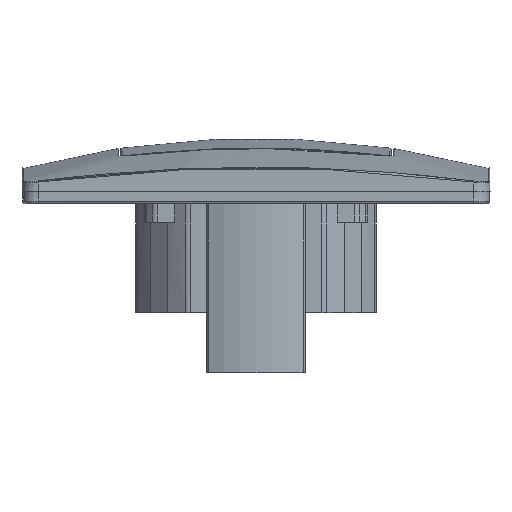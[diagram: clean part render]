
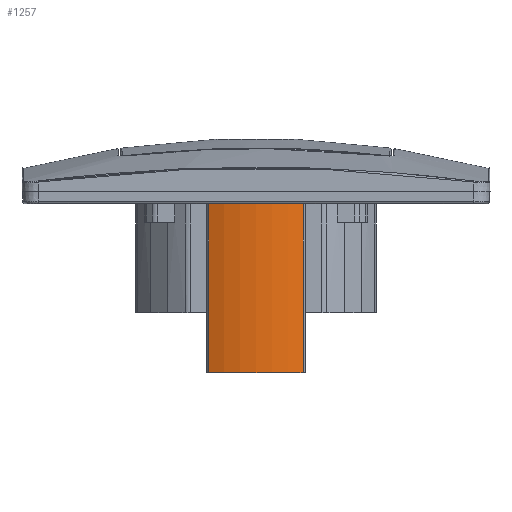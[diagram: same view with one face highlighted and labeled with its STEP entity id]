
A CAD part, left-side view. The second image highlights one B-rep face of the part: STEP entity #1257.
In plain terms, the highlighted cylindrical face has radius 22 mm (diameter 44 mm), a partial arc.
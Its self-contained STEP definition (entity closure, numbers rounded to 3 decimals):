
#74 = CARTESIAN_POINT ( 'NONE',  ( -24.834, -8.643, 0. ) ) ;
#175 = CARTESIAN_POINT ( 'NONE',  ( -25.86, 5.861, 0. ) ) ;
#296 = EDGE_CURVE ( 'NONE', #5419, #595, #18566, .T. ) ;
#595 = VERTEX_POINT ( 'NONE', #13036 ) ;
#665 = CARTESIAN_POINT ( 'NONE',  ( -25.86, 5.861, -31. ) ) ;
#1024 = CARTESIAN_POINT ( 'NONE',  ( -24.834, 8.643, -31. ) ) ;
#1254 = FACE_OUTER_BOUND ( 'NONE', #12028, .T. ) ;
#1257 = ADVANCED_FACE ( 'NONE', ( #1254 ), #18988, .T. ) ;
#1674 = ORIENTED_EDGE ( 'NONE', *, *, #9652, .T. ) ;
#1778 = ORIENTED_EDGE ( 'NONE', *, *, #296, .T. ) ;
#1809 = CARTESIAN_POINT ( 'NONE',  ( -24.834, -8.643, 0. ) ) ;
#1883 = CARTESIAN_POINT ( 'NONE',  ( -24.834, 8.643, -10.333 ) ) ;
#2634 = CARTESIAN_POINT ( 'NONE',  ( -25.416, 7.281, -31. ) ) ;
#2764 = EDGE_CURVE ( 'NONE', #18793, #5419, #13126, .T. ) ;
#3095 = CARTESIAN_POINT ( 'NONE',  ( -4.603, 0., 0. ) ) ;
#3444 = DIRECTION ( 'NONE',  ( 0., 0., -1. ) ) ;
#3656 = CARTESIAN_POINT ( 'NONE',  ( -24.834, 8.643, 0. ) ) ;
#3770 = CARTESIAN_POINT ( 'NONE',  ( -24.834, -8.643, -10.333 ) ) ;
#3775 = B_SPLINE_CURVE_WITH_KNOTS ( 'NONE', 3,
 ( #14507, #1883, #5257, #3849 ),
 .UNSPECIFIED., .F., .F.,
 ( 4, 4 ),
 ( 0., 1. ),
 .UNSPECIFIED. ) ;
#3849 = CARTESIAN_POINT ( 'NONE',  ( -24.834, 8.643, -31. ) ) ;
#5043 = ORIENTED_EDGE ( 'NONE', *, *, #19753, .T. ) ;
#5183 = CARTESIAN_POINT ( 'NONE',  ( -24.834, -8.643, -20.667 ) ) ;
#5257 = CARTESIAN_POINT ( 'NONE',  ( -24.834, 8.643, -20.667 ) ) ;
#5419 = VERTEX_POINT ( 'NONE', #74 ) ;
#6457 = CARTESIAN_POINT ( 'NONE',  ( -26.453, 2.961, -31. ) ) ;
#6585 = AXIS2_PLACEMENT_3D ( 'NONE', #3095, #3444, #6691 ) ;
#6691 = DIRECTION ( 'NONE',  ( -0.92, -0.393, 0. ) ) ;
#7024 = CARTESIAN_POINT ( 'NONE',  ( -25.416, 7.281, 0. ) ) ;
#8996 = CARTESIAN_POINT ( 'NONE',  ( -25.86, -5.861, 0. ) ) ;
#9652 = EDGE_CURVE ( 'NONE', #20832, #18793, #14095, .T. ) ;
#10961 = CARTESIAN_POINT ( 'NONE',  ( -24.834, -8.643, 0. ) ) ;
#12028 = EDGE_LOOP ( 'NONE', ( #1674, #19171, #1778, #5043 ) ) ;
#12248 = CARTESIAN_POINT ( 'NONE',  ( -26.453, 2.961, 0. ) ) ;
#12360 = CARTESIAN_POINT ( 'NONE',  ( -24.834, -8.643, -31. ) ) ;
#13036 = CARTESIAN_POINT ( 'NONE',  ( -24.834, 8.643, 0. ) ) ;
#13070 = CARTESIAN_POINT ( 'NONE',  ( -26.603, 1.48, -31. ) ) ;
#13126 = B_SPLINE_CURVE_WITH_KNOTS ( 'NONE', 3,
 ( #12360, #5183, #3770, #1809 ),
 .UNSPECIFIED., .F., .F.,
 ( 4, 4 ),
 ( 0., 1. ),
 .UNSPECIFIED. ) ;
#14095 = B_SPLINE_CURVE_WITH_KNOTS ( 'NONE', 3,
 ( #1024, #2634, #665, #6457, #13070, #18403, #20618, #15032, #20390, #20269 ),
 .UNSPECIFIED., .F., .F.,
 ( 4, 2, 2, 2, 4 ),
 ( 0., 0.25, 0.5, 0.75, 1. ),
 .UNSPECIFIED. ) ;
#14507 = CARTESIAN_POINT ( 'NONE',  ( -24.834, 8.643, 0. ) ) ;
#15032 = CARTESIAN_POINT ( 'NONE',  ( -25.86, -5.861, -31. ) ) ;
#15926 = CARTESIAN_POINT ( 'NONE',  ( -26.453, -2.961, 0. ) ) ;
#17918 = CARTESIAN_POINT ( 'NONE',  ( -24.834, -8.643, -31. ) ) ;
#18403 = CARTESIAN_POINT ( 'NONE',  ( -26.603, -1.48, -31. ) ) ;
#18566 = B_SPLINE_CURVE_WITH_KNOTS ( 'NONE', 3,
 ( #10961, #21287, #8996, #15926, #19657, #22915, #12248, #175, #7024, #3656 ),
 .UNSPECIFIED., .F., .F.,
 ( 4, 2, 2, 2, 4 ),
 ( 0., 0.25, 0.5, 0.75, 1. ),
 .UNSPECIFIED. ) ;
#18793 = VERTEX_POINT ( 'NONE', #17918 ) ;
#18988 = CYLINDRICAL_SURFACE ( 'NONE', #6585, 22. ) ;
#19171 = ORIENTED_EDGE ( 'NONE', *, *, #2764, .T. ) ;
#19657 = CARTESIAN_POINT ( 'NONE',  ( -26.603, -1.48, 0. ) ) ;
#19753 = EDGE_CURVE ( 'NONE', #595, #20832, #3775, .T. ) ;
#20269 = CARTESIAN_POINT ( 'NONE',  ( -24.834, -8.643, -31. ) ) ;
#20390 = CARTESIAN_POINT ( 'NONE',  ( -25.416, -7.281, -31. ) ) ;
#20618 = CARTESIAN_POINT ( 'NONE',  ( -26.453, -2.961, -31. ) ) ;
#20832 = VERTEX_POINT ( 'NONE', #22741 ) ;
#21287 = CARTESIAN_POINT ( 'NONE',  ( -25.416, -7.281, 0. ) ) ;
#22741 = CARTESIAN_POINT ( 'NONE',  ( -24.834, 8.643, -31. ) ) ;
#22915 = CARTESIAN_POINT ( 'NONE',  ( -26.603, 1.48, 0. ) ) ;
